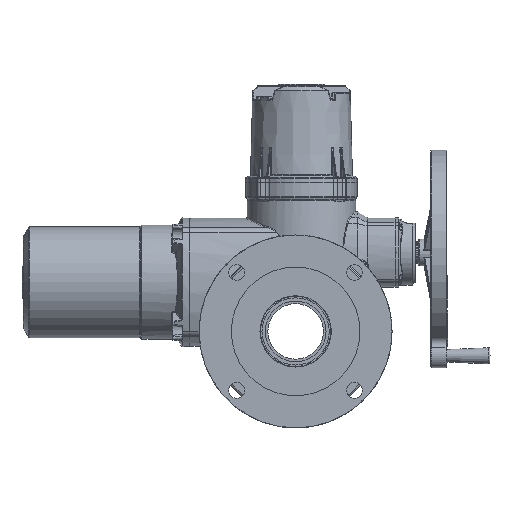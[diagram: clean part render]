
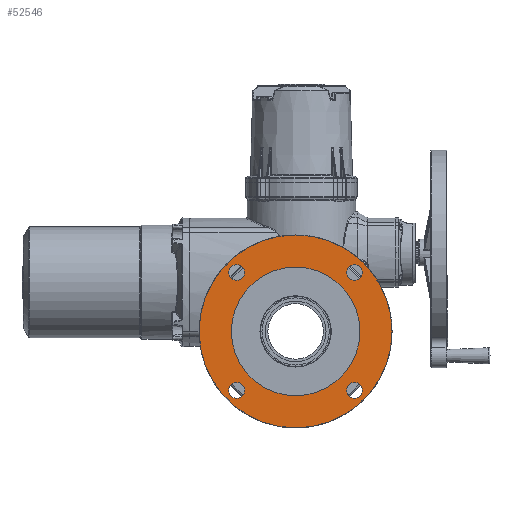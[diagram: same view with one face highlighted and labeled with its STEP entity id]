
A CAD part, front view. The second image highlights one B-rep face of the part: STEP entity #52546.
In plain terms, the highlighted planar face has unit normal (0, -1, 0).
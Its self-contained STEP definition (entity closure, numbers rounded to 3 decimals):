
#306=FACE_BOUND('',#14245,.T.);
#307=FACE_BOUND('',#14246,.T.);
#308=FACE_BOUND('',#14247,.T.);
#309=FACE_BOUND('',#14248,.T.);
#310=FACE_BOUND('',#14249,.T.);
#8741=PLANE('',#57757);
#10745=FACE_OUTER_BOUND('',#14244,.T.);
#14244=EDGE_LOOP('',(#41540,#41541));
#14245=EDGE_LOOP('',(#41542,#41543));
#14246=EDGE_LOOP('',(#41544,#41545));
#14247=EDGE_LOOP('',(#41546,#41547));
#14248=EDGE_LOOP('',(#41548,#41549));
#14249=EDGE_LOOP('',(#41550,#41551));
#17992=CIRCLE('',#57473,13.5);
#17993=CIRCLE('',#57474,13.5);
#17996=CIRCLE('',#57478,13.5);
#17997=CIRCLE('',#57479,13.5);
#18000=CIRCLE('',#57483,13.5);
#18001=CIRCLE('',#57484,13.5);
#18004=CIRCLE('',#57488,13.5);
#18005=CIRCLE('',#57489,13.5);
#18008=CIRCLE('',#57493,110.);
#18009=CIRCLE('',#57494,110.);
#18043=CIRCLE('',#57539,165.);
#18044=CIRCLE('',#57540,165.);
#22457=VERTEX_POINT('',#129949);
#22458=VERTEX_POINT('',#129951);
#22461=VERTEX_POINT('',#129959);
#22462=VERTEX_POINT('',#129961);
#22465=VERTEX_POINT('',#129969);
#22466=VERTEX_POINT('',#129971);
#22469=VERTEX_POINT('',#129979);
#22470=VERTEX_POINT('',#129981);
#22473=VERTEX_POINT('',#129989);
#22474=VERTEX_POINT('',#129991);
#22518=VERTEX_POINT('',#130420);
#22519=VERTEX_POINT('',#130422);
#29006=EDGE_CURVE('',#22457,#22458,#17992,.T.);
#29007=EDGE_CURVE('',#22458,#22457,#17993,.T.);
#29011=EDGE_CURVE('',#22461,#22462,#17996,.T.);
#29012=EDGE_CURVE('',#22462,#22461,#17997,.T.);
#29016=EDGE_CURVE('',#22465,#22466,#18000,.T.);
#29017=EDGE_CURVE('',#22466,#22465,#18001,.T.);
#29021=EDGE_CURVE('',#22469,#22470,#18004,.T.);
#29022=EDGE_CURVE('',#22470,#22469,#18005,.T.);
#29026=EDGE_CURVE('',#22473,#22474,#18008,.T.);
#29027=EDGE_CURVE('',#22474,#22473,#18009,.T.);
#29077=EDGE_CURVE('',#22519,#22518,#18043,.T.);
#29078=EDGE_CURVE('',#22518,#22519,#18044,.T.);
#41540=ORIENTED_EDGE('',*,*,#29077,.T.);
#41541=ORIENTED_EDGE('',*,*,#29078,.T.);
#41542=ORIENTED_EDGE('',*,*,#29007,.F.);
#41543=ORIENTED_EDGE('',*,*,#29006,.F.);
#41544=ORIENTED_EDGE('',*,*,#29012,.F.);
#41545=ORIENTED_EDGE('',*,*,#29011,.F.);
#41546=ORIENTED_EDGE('',*,*,#29017,.F.);
#41547=ORIENTED_EDGE('',*,*,#29016,.F.);
#41548=ORIENTED_EDGE('',*,*,#29022,.F.);
#41549=ORIENTED_EDGE('',*,*,#29021,.F.);
#41550=ORIENTED_EDGE('',*,*,#29027,.F.);
#41551=ORIENTED_EDGE('',*,*,#29026,.F.);
#52546=ADVANCED_FACE('',(#10745,#306,#307,#308,#309,#310),#8741,.T.);
#57473=AXIS2_PLACEMENT_3D('',#129952,#68375,#68376);
#57474=AXIS2_PLACEMENT_3D('',#129953,#68377,#68378);
#57478=AXIS2_PLACEMENT_3D('',#129962,#68386,#68387);
#57479=AXIS2_PLACEMENT_3D('',#129963,#68388,#68389);
#57483=AXIS2_PLACEMENT_3D('',#129972,#68397,#68398);
#57484=AXIS2_PLACEMENT_3D('',#129973,#68399,#68400);
#57488=AXIS2_PLACEMENT_3D('',#129982,#68408,#68409);
#57489=AXIS2_PLACEMENT_3D('',#129983,#68410,#68411);
#57493=AXIS2_PLACEMENT_3D('',#129992,#68419,#68420);
#57494=AXIS2_PLACEMENT_3D('',#129993,#68421,#68422);
#57539=AXIS2_PLACEMENT_3D('',#130423,#68523,#68524);
#57540=AXIS2_PLACEMENT_3D('',#130424,#68525,#68526);
#57757=AXIS2_PLACEMENT_3D('',#132572,#69083,#69084);
#68375=DIRECTION('center_axis',(0.,-1.,0.));
#68376=DIRECTION('ref_axis',(0.,0.,-1.));
#68377=DIRECTION('center_axis',(0.,-1.,0.));
#68378=DIRECTION('ref_axis',(0.,0.,-1.));
#68386=DIRECTION('center_axis',(0.,-1.,0.));
#68387=DIRECTION('ref_axis',(0.,0.,-1.));
#68388=DIRECTION('center_axis',(0.,-1.,0.));
#68389=DIRECTION('ref_axis',(0.,0.,-1.));
#68397=DIRECTION('center_axis',(0.,-1.,0.));
#68398=DIRECTION('ref_axis',(0.,0.,-1.));
#68399=DIRECTION('center_axis',(0.,-1.,0.));
#68400=DIRECTION('ref_axis',(0.,0.,-1.));
#68408=DIRECTION('center_axis',(0.,-1.,0.));
#68409=DIRECTION('ref_axis',(0.,0.,-1.));
#68410=DIRECTION('center_axis',(0.,-1.,0.));
#68411=DIRECTION('ref_axis',(0.,0.,-1.));
#68419=DIRECTION('center_axis',(0.,-1.,0.));
#68420=DIRECTION('ref_axis',(0.,0.,-1.));
#68421=DIRECTION('center_axis',(0.,-1.,0.));
#68422=DIRECTION('ref_axis',(0.,0.,-1.));
#68523=DIRECTION('center_axis',(0.,-1.,0.));
#68524=DIRECTION('ref_axis',(0.,0.,-1.));
#68525=DIRECTION('center_axis',(0.,-1.,0.));
#68526=DIRECTION('ref_axis',(0.,0.,-1.));
#69083=DIRECTION('center_axis',(0.,-1.,0.));
#69084=DIRECTION('ref_axis',(0.,0.,-1.));
#129949=CARTESIAN_POINT('',(-100.763,-95.,114.263));
#129951=CARTESIAN_POINT('',(-100.763,-95.,87.263));
#129952=CARTESIAN_POINT('Origin',(-100.763,-95.,100.763));
#129953=CARTESIAN_POINT('Origin',(-100.763,-95.,100.763));
#129959=CARTESIAN_POINT('',(100.763,-95.,114.263));
#129961=CARTESIAN_POINT('',(100.763,-95.,87.263));
#129962=CARTESIAN_POINT('Origin',(100.763,-95.,100.763));
#129963=CARTESIAN_POINT('Origin',(100.763,-95.,100.763));
#129969=CARTESIAN_POINT('',(100.763,-95.,-87.263));
#129971=CARTESIAN_POINT('',(100.763,-95.,-114.263));
#129972=CARTESIAN_POINT('Origin',(100.763,-95.,-100.763));
#129973=CARTESIAN_POINT('Origin',(100.763,-95.,-100.763));
#129979=CARTESIAN_POINT('',(-100.763,-95.,-87.263));
#129981=CARTESIAN_POINT('',(-100.763,-95.,-114.263));
#129982=CARTESIAN_POINT('Origin',(-100.763,-95.,-100.763));
#129983=CARTESIAN_POINT('Origin',(-100.763,-95.,-100.763));
#129989=CARTESIAN_POINT('',(0.,-95.,110.));
#129991=CARTESIAN_POINT('',(0.,-95.,-110.));
#129992=CARTESIAN_POINT('Origin',(0.,-95.,0.));
#129993=CARTESIAN_POINT('Origin',(0.,-95.,0.));
#130420=CARTESIAN_POINT('',(0.,-95.,-165.));
#130422=CARTESIAN_POINT('',(0.,-95.,165.));
#130423=CARTESIAN_POINT('Origin',(0.,-95.,0.));
#130424=CARTESIAN_POINT('Origin',(0.,-95.,0.));
#132572=CARTESIAN_POINT('Origin',(0.,-95.,0.));
